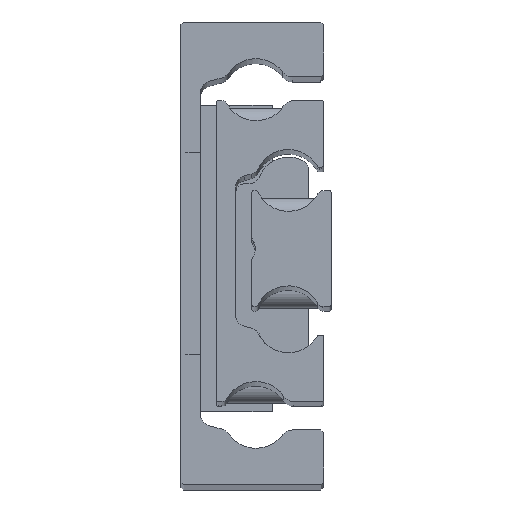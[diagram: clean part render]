
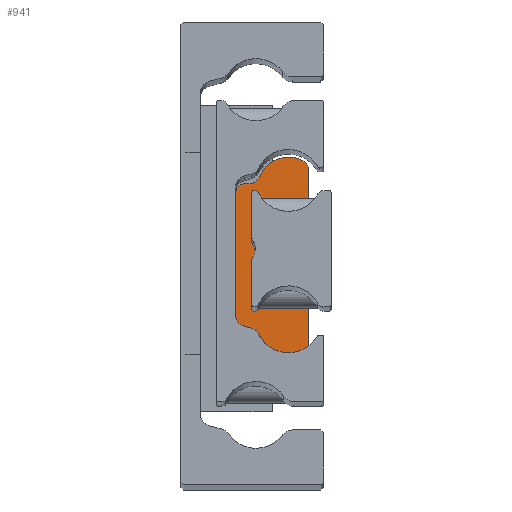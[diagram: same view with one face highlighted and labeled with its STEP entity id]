
A CAD part, top view. The second image highlights one B-rep face of the part: STEP entity #941.
In plain terms, the highlighted planar face has unit normal (0, 0, 1).
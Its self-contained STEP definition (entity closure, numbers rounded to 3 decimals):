
#241 = CIRCLE ( 'NONE', #2398, 2.5 ) ;
#258 = AXIS2_PLACEMENT_3D ( 'NONE', #319, #3874, #4379 ) ;
#264 = VECTOR ( 'NONE', #2254, 1000. ) ;
#319 = CARTESIAN_POINT ( 'NONE',  ( -10.926, -11., 7.5 ) ) ;
#349 = CARTESIAN_POINT ( 'NONE',  ( -11.751, -3.4, 7.5 ) ) ;
#469 = AXIS2_PLACEMENT_3D ( 'NONE', #5312, #3551, #5823 ) ;
#640 = CARTESIAN_POINT ( 'NONE',  ( 11.751, -3.4, 7.5 ) ) ;
#843 = CIRCLE ( 'NONE', #6829, 5.3 ) ;
#844 = ORIENTED_EDGE ( 'NONE', *, *, #2468, .T. ) ;
#878 = EDGE_CURVE ( 'NONE', #4214, #2221, #843, .T. ) ;
#934 = DIRECTION ( 'NONE',  ( 0., 0., 1. ) ) ;
#941 = ADVANCED_FACE ( 'NONE', ( #4717 ), #5919, .T. ) ;
#1047 = EDGE_CURVE ( 'NONE', #4775, #4363, #2171, .T. ) ;
#1155 = DIRECTION ( 'NONE',  ( 0., 0., 1. ) ) ;
#1176 = CIRCLE ( 'NONE', #5960, 2.5 ) ;
#1203 = EDGE_CURVE ( 'NONE', #6402, #4775, #3109, .T. ) ;
#1322 = CARTESIAN_POINT ( 'NONE',  ( -12.416, -10.826, 7.5 ) ) ;
#1557 = CIRCLE ( 'NONE', #6603, 1. ) ;
#1616 = EDGE_CURVE ( 'NONE', #5795, #4269, #6811, .T. ) ;
#1619 = DIRECTION ( 'NONE',  ( 0., 0., -1. ) ) ;
#1683 = DIRECTION ( 'NONE',  ( 0., 0., 1. ) ) ;
#1928 = AXIS2_PLACEMENT_3D ( 'NONE', #3259, #934, #5465 ) ;
#1976 = DIRECTION ( 'NONE',  ( -1., 0., 0. ) ) ;
#2024 = CIRCLE ( 'NONE', #2500, 5.3 ) ;
#2027 = CARTESIAN_POINT ( 'NONE',  ( 12.416, -10.826, 7.5 ) ) ;
#2061 = VECTOR ( 'NONE', #2308, 1000. ) ;
#2069 = DIRECTION ( 'NONE',  ( -1., 0., 0. ) ) ;
#2078 = DIRECTION ( 'NONE',  ( 0., 0., 1. ) ) ;
#2125 = DIRECTION ( 'NONE',  ( -1., 0., 0. ) ) ;
#2171 = CIRCLE ( 'NONE', #258, 1.5 ) ;
#2221 = VERTEX_POINT ( 'NONE', #4992 ) ;
#2235 = CARTESIAN_POINT ( 'NONE',  ( -10.926, -12.5, 7.5 ) ) ;
#2254 = DIRECTION ( 'NONE',  ( -1., 0., 0. ) ) ;
#2257 = ORIENTED_EDGE ( 'NONE', *, *, #7084, .T. ) ;
#2265 = LINE ( 'NONE', #5212, #2061 ) ;
#2308 = DIRECTION ( 'NONE',  ( 1., 0., 0. ) ) ;
#2398 = AXIS2_PLACEMENT_3D ( 'NONE', #3633, #2506, #1976 ) ;
#2468 = EDGE_CURVE ( 'NONE', #6231, #7313, #4204, .T. ) ;
#2500 = AXIS2_PLACEMENT_3D ( 'NONE', #349, #7202, #2069 ) ;
#2506 = DIRECTION ( 'NONE',  ( 0., 0., -1. ) ) ;
#2518 = AXIS2_PLACEMENT_3D ( 'NONE', #3073, #5363, #6033 ) ;
#2567 = CARTESIAN_POINT ( 'NONE',  ( -16.149, -0.442, 7.5 ) ) ;
#2596 = EDGE_CURVE ( 'NONE', #6956, #6454, #2885, .T. ) ;
#2885 = CIRCLE ( 'NONE', #6484, 5.3 ) ;
#3000 = AXIS2_PLACEMENT_3D ( 'NONE', #3943, #1683, #5666 ) ;
#3045 = CARTESIAN_POINT ( 'NONE',  ( 15.319, 0., 7.5 ) ) ;
#3073 = CARTESIAN_POINT ( 'NONE',  ( 15.319, -1., 7.5 ) ) ;
#3109 = CIRCLE ( 'NONE', #3000, 1.5 ) ;
#3259 = CARTESIAN_POINT ( 'NONE',  ( 10.926, -11., 7.5 ) ) ;
#3551 = DIRECTION ( 'NONE',  ( 0., 0., -1. ) ) ;
#3606 = CARTESIAN_POINT ( 'NONE',  ( -11.751, -3.4, 7.5 ) ) ;
#3633 = CARTESIAN_POINT ( 'NONE',  ( -14.899, -10.536, 7.5 ) ) ;
#3654 = ORIENTED_EDGE ( 'NONE', *, *, #4789, .T. ) ;
#3739 = DIRECTION ( 'NONE',  ( 0., 0., -1. ) ) ;
#3840 = ORIENTED_EDGE ( 'NONE', *, *, #6940, .T. ) ;
#3874 = DIRECTION ( 'NONE',  ( 0., 0., 1. ) ) ;
#3915 = CARTESIAN_POINT ( 'NONE',  ( 13.89, -8.249, 7.5 ) ) ;
#3943 = CARTESIAN_POINT ( 'NONE',  ( -10.926, -11., 7.5 ) ) ;
#4031 = CARTESIAN_POINT ( 'NONE',  ( 12.399, -10.536, 7.5 ) ) ;
#4070 = CIRCLE ( 'NONE', #469, 2.5 ) ;
#4113 = CARTESIAN_POINT ( 'NONE',  ( 10.926, -12.5, 7.5 ) ) ;
#4204 = CIRCLE ( 'NONE', #1928, 1.5 ) ;
#4214 = VERTEX_POINT ( 'NONE', #2567 ) ;
#4269 = VERTEX_POINT ( 'NONE', #4758 ) ;
#4305 = CARTESIAN_POINT ( 'NONE',  ( -12.426, -11., 7.5 ) ) ;
#4363 = VERTEX_POINT ( 'NONE', #2235 ) ;
#4379 = DIRECTION ( 'NONE',  ( -1., 0., 0. ) ) ;
#4430 = EDGE_LOOP ( 'NONE', ( #5897, #6681, #4694, #3840, #6264, #6247, #4999, #3654, #6134, #7047, #6164, #2257, #844 ) ) ;
#4436 = CARTESIAN_POINT ( 'NONE',  ( -15.319, -1., 7.5 ) ) ;
#4694 = ORIENTED_EDGE ( 'NONE', *, *, #2596, .T. ) ;
#4717 = FACE_OUTER_BOUND ( 'NONE', #4430, .T. ) ;
#4758 = CARTESIAN_POINT ( 'NONE',  ( -15.319, 0., 7.5 ) ) ;
#4775 = VERTEX_POINT ( 'NONE', #4305 ) ;
#4789 = EDGE_CURVE ( 'NONE', #2221, #7165, #2024, .T. ) ;
#4985 = EDGE_CURVE ( 'NONE', #7165, #6402, #241, .T. ) ;
#4992 = CARTESIAN_POINT ( 'NONE',  ( -17.051, -3.4, 7.5 ) ) ;
#4999 = ORIENTED_EDGE ( 'NONE', *, *, #878, .T. ) ;
#5015 = CARTESIAN_POINT ( 'NONE',  ( 15.319, 0., 7.5 ) ) ;
#5212 = CARTESIAN_POINT ( 'NONE',  ( 15.319, -12.5, 7.5 ) ) ;
#5292 = CARTESIAN_POINT ( 'NONE',  ( -13.89, -8.249, 7.5 ) ) ;
#5312 = CARTESIAN_POINT ( 'NONE',  ( 14.899, -10.536, 7.5 ) ) ;
#5363 = DIRECTION ( 'NONE',  ( 0., 0., 1. ) ) ;
#5465 = DIRECTION ( 'NONE',  ( -1., 0., 0. ) ) ;
#5473 = EDGE_CURVE ( 'NONE', #7313, #6631, #4070, .T. ) ;
#5557 = EDGE_CURVE ( 'NONE', #6631, #6956, #1176, .T. ) ;
#5658 = DIRECTION ( 'NONE',  ( -1., 0., 0. ) ) ;
#5666 = DIRECTION ( 'NONE',  ( -1., 0., 0. ) ) ;
#5795 = VERTEX_POINT ( 'NONE', #3045 ) ;
#5823 = DIRECTION ( 'NONE',  ( -1., 0., 0. ) ) ;
#5897 = ORIENTED_EDGE ( 'NONE', *, *, #5473, .T. ) ;
#5919 = PLANE ( 'NONE',  #2518 ) ;
#5960 = AXIS2_PLACEMENT_3D ( 'NONE', #7106, #3739, #6192 ) ;
#6033 = DIRECTION ( 'NONE',  ( 1., 0., 0. ) ) ;
#6082 = CARTESIAN_POINT ( 'NONE',  ( 16.149, -0.442, 7.5 ) ) ;
#6134 = ORIENTED_EDGE ( 'NONE', *, *, #4985, .T. ) ;
#6152 = CARTESIAN_POINT ( 'NONE',  ( 15.319, -1., 7.5 ) ) ;
#6164 = ORIENTED_EDGE ( 'NONE', *, *, #1047, .T. ) ;
#6192 = DIRECTION ( 'NONE',  ( -1., 0., 0. ) ) ;
#6231 = VERTEX_POINT ( 'NONE', #4113 ) ;
#6247 = ORIENTED_EDGE ( 'NONE', *, *, #6480, .F. ) ;
#6264 = ORIENTED_EDGE ( 'NONE', *, *, #1616, .T. ) ;
#6402 = VERTEX_POINT ( 'NONE', #1322 ) ;
#6454 = VERTEX_POINT ( 'NONE', #6082 ) ;
#6480 = EDGE_CURVE ( 'NONE', #4214, #4269, #7193, .T. ) ;
#6484 = AXIS2_PLACEMENT_3D ( 'NONE', #640, #1155, #5658 ) ;
#6528 = DIRECTION ( 'NONE',  ( -1., 0., 0. ) ) ;
#6603 = AXIS2_PLACEMENT_3D ( 'NONE', #6152, #2078, #6724 ) ;
#6631 = VERTEX_POINT ( 'NONE', #4031 ) ;
#6681 = ORIENTED_EDGE ( 'NONE', *, *, #5557, .T. ) ;
#6724 = DIRECTION ( 'NONE',  ( -1., 0., 0. ) ) ;
#6811 = LINE ( 'NONE', #5015, #264 ) ;
#6829 = AXIS2_PLACEMENT_3D ( 'NONE', #3606, #7044, #6528 ) ;
#6940 = EDGE_CURVE ( 'NONE', #6454, #5795, #1557, .T. ) ;
#6956 = VERTEX_POINT ( 'NONE', #3915 ) ;
#7044 = DIRECTION ( 'NONE',  ( 0., 0., 1. ) ) ;
#7047 = ORIENTED_EDGE ( 'NONE', *, *, #1203, .T. ) ;
#7066 = AXIS2_PLACEMENT_3D ( 'NONE', #4436, #1619, #2125 ) ;
#7084 = EDGE_CURVE ( 'NONE', #4363, #6231, #2265, .T. ) ;
#7106 = CARTESIAN_POINT ( 'NONE',  ( 14.899, -10.536, 7.5 ) ) ;
#7165 = VERTEX_POINT ( 'NONE', #5292 ) ;
#7193 = CIRCLE ( 'NONE', #7066, 1. ) ;
#7202 = DIRECTION ( 'NONE',  ( 0., 0., 1. ) ) ;
#7313 = VERTEX_POINT ( 'NONE', #2027 ) ;
